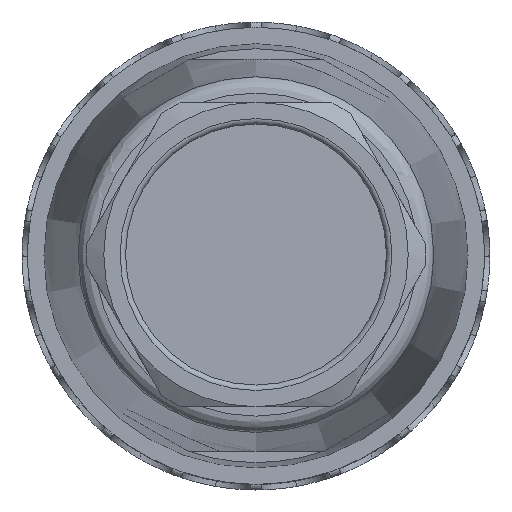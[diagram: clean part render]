
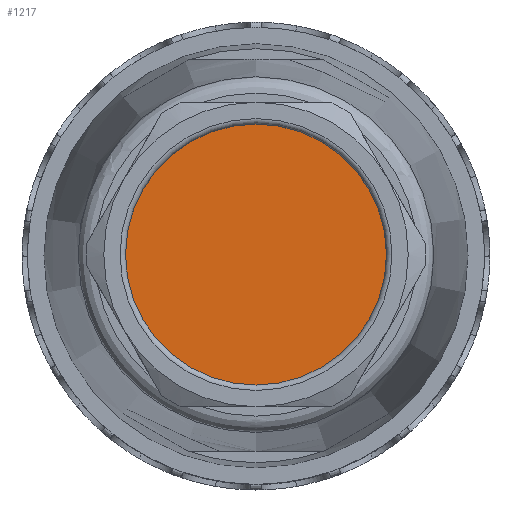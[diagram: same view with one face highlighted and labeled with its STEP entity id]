
A CAD part, top view. The second image highlights one B-rep face of the part: STEP entity #1217.
In plain terms, the highlighted planar face has unit normal (0, 0, 1).
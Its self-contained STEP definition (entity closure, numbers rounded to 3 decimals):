
#1217=ADVANCED_FACE('',(#1698),#1541,.F.);
#1541=PLANE('',#5524);
#1698=FACE_OUTER_BOUND('',#1982,.T.);
#1982=EDGE_LOOP('',(#2353));
#2353=ORIENTED_EDGE('',*,*,#4484,.T.);
#3957=VERTEX_POINT('',#7576);
#4484=EDGE_CURVE('',#3957,#3957,#5286,.T.);
#5286=CIRCLE('',#5523,12.);
#5523=AXIS2_PLACEMENT_3D('',#7575,#6087,#6088);
#5524=AXIS2_PLACEMENT_3D('',#7577,#6089,#6090);
#6087=DIRECTION('',(0.,0.,1.));
#6088=DIRECTION('',(-1.,0.,0.));
#6089=DIRECTION('',(0.,0.,-1.));
#6090=DIRECTION('',(-1.,0.,0.));
#7575=CARTESIAN_POINT('',(0.,0.,99.5));
#7576=CARTESIAN_POINT('',(-12.,0.,99.5));
#7577=CARTESIAN_POINT('',(0.,0.,99.5));
